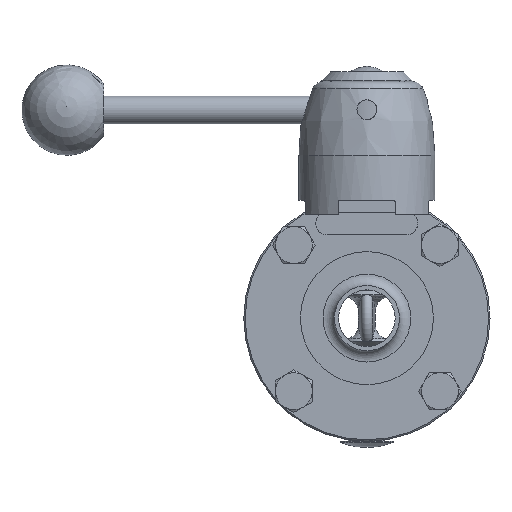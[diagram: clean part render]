
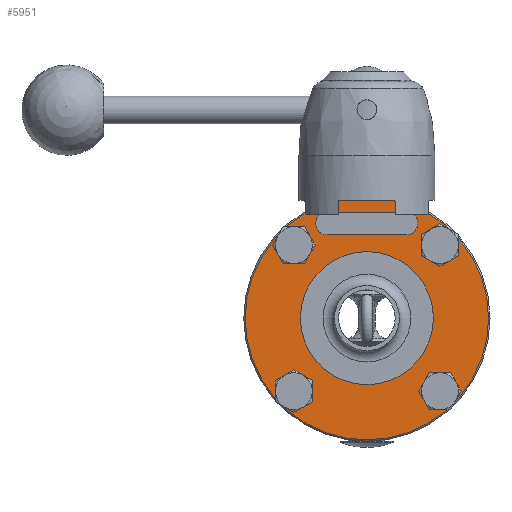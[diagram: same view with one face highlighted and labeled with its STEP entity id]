
A CAD part, left-side view. The second image highlights one B-rep face of the part: STEP entity #5951.
In plain terms, the highlighted planar face has unit normal (-1, 0, 0).
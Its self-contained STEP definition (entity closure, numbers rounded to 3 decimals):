
#460=PLANE('',#6470);
#569=LINE('',#8487,#799);
#571=LINE('',#8493,#801);
#799=VECTOR('',#6901,28.);
#801=VECTOR('',#6909,28.);
#1117=FACE_BOUND('',#1802,.T.);
#1118=FACE_BOUND('',#1803,.T.);
#1119=FACE_BOUND('',#1804,.T.);
#1120=FACE_BOUND('',#1805,.T.);
#1121=FACE_BOUND('',#1806,.T.);
#1122=FACE_BOUND('',#1807,.T.);
#1356=FACE_OUTER_BOUND('',#1801,.T.);
#1801=EDGE_LOOP('',(#4488));
#1802=EDGE_LOOP('',(#4489,#4490,#4491,#4492));
#1803=EDGE_LOOP('',(#4493));
#1804=EDGE_LOOP('',(#4494));
#1805=EDGE_LOOP('',(#4495));
#1806=EDGE_LOOP('',(#4496));
#1807=EDGE_LOOP('',(#4497));
#2094=CIRCLE('',#6182,4.);
#2097=CIRCLE('',#6187,4.);
#2189=CIRCLE('',#6395,5.7);
#2227=CIRCLE('',#6469,23.5);
#2228=CIRCLE('',#6471,43.);
#2229=CIRCLE('',#6472,5.7);
#2230=CIRCLE('',#6473,5.7);
#2231=CIRCLE('',#6474,5.7);
#2395=VERTEX_POINT('',#8453);
#2396=VERTEX_POINT('',#8455);
#2405=VERTEX_POINT('',#8477);
#2406=VERTEX_POINT('',#8479);
#2620=VERTEX_POINT('',#9947);
#2688=VERTEX_POINT('',#10399);
#2689=VERTEX_POINT('',#10402);
#2690=VERTEX_POINT('',#10404);
#2691=VERTEX_POINT('',#10406);
#2692=VERTEX_POINT('',#10408);
#2958=EDGE_CURVE('',#2396,#2395,#2094,.T.);
#2970=EDGE_CURVE('',#2406,#2405,#2097,.T.);
#2974=EDGE_CURVE('',#2395,#2406,#569,.T.);
#2978=EDGE_CURVE('',#2405,#2396,#571,.T.);
#3272=EDGE_CURVE('',#2620,#2620,#2189,.T.);
#3356=EDGE_CURVE('',#2688,#2688,#2227,.T.);
#3357=EDGE_CURVE('',#2689,#2689,#2228,.T.);
#3358=EDGE_CURVE('',#2690,#2690,#2229,.T.);
#3359=EDGE_CURVE('',#2691,#2691,#2230,.T.);
#3360=EDGE_CURVE('',#2692,#2692,#2231,.T.);
#4488=ORIENTED_EDGE('',*,*,#3357,.F.);
#4489=ORIENTED_EDGE('',*,*,#2970,.T.);
#4490=ORIENTED_EDGE('',*,*,#2978,.T.);
#4491=ORIENTED_EDGE('',*,*,#2958,.T.);
#4492=ORIENTED_EDGE('',*,*,#2974,.T.);
#4493=ORIENTED_EDGE('',*,*,#3358,.T.);
#4494=ORIENTED_EDGE('',*,*,#3272,.T.);
#4495=ORIENTED_EDGE('',*,*,#3359,.T.);
#4496=ORIENTED_EDGE('',*,*,#3360,.T.);
#4497=ORIENTED_EDGE('',*,*,#3356,.F.);
#5951=ADVANCED_FACE('',(#1356,#1117,#1118,#1119,#1120,#1121,#1122),#460,
 .T.);
#6182=AXIS2_PLACEMENT_3D('',#8456,#6874,#6875);
#6187=AXIS2_PLACEMENT_3D('',#8480,#6893,#6894);
#6395=AXIS2_PLACEMENT_3D('',#9948,#7436,#7437);
#6469=AXIS2_PLACEMENT_3D('',#10400,#7594,#7595);
#6470=AXIS2_PLACEMENT_3D('',#10401,#7596,#7597);
#6471=AXIS2_PLACEMENT_3D('',#10403,#7598,#7599);
#6472=AXIS2_PLACEMENT_3D('',#10405,#7600,#7601);
#6473=AXIS2_PLACEMENT_3D('',#10407,#7602,#7603);
#6474=AXIS2_PLACEMENT_3D('',#10409,#7604,#7605);
#6874=DIRECTION('center_axis',(1.,0.,0.));
#6875=DIRECTION('ref_axis',(0.,0.,
1.));
#6893=DIRECTION('center_axis',(1.,0.,0.));
#6894=DIRECTION('ref_axis',(0.,0.,
-1.));
#6901=DIRECTION('',(0.,-1.,0.));
#6909=DIRECTION('',(0.,1.,0.));
#7436=DIRECTION('center_axis',(1.,0.,0.));
#7437=DIRECTION('ref_axis',(0.,-1.,0.));
#7594=DIRECTION('center_axis',(-1.,0.,0.));
#7595=DIRECTION('ref_axis',(0.,-1.,0.));
#7596=DIRECTION('center_axis',(-1.,0.,0.));
#7597=DIRECTION('ref_axis',(0.,0.,-1.));
#7598=DIRECTION('center_axis',(1.,0.,0.));
#7599=DIRECTION('ref_axis',(0.,1.,0.));
#7600=DIRECTION('center_axis',(1.,0.,0.));
#7601=DIRECTION('ref_axis',(0.,0.,
-1.));
#7602=DIRECTION('center_axis',(1.,0.,0.));
#7603=DIRECTION('ref_axis',(0.,0.,
1.));
#7604=DIRECTION('center_axis',(1.,0.,0.));
#7605=DIRECTION('ref_axis',(0.,1.,0.));
#8453=CARTESIAN_POINT('',(-10.,14.,37.5));
#8455=CARTESIAN_POINT('',(-10.,14.,29.5));
#8456=CARTESIAN_POINT('Origin',(-10.,14.,33.5));
#8477=CARTESIAN_POINT('',(-10.,-14.,29.5));
#8479=CARTESIAN_POINT('',(-10.,-14.,37.5));
#8480=CARTESIAN_POINT('Origin',(-10.,-14.,33.5));
#8487=CARTESIAN_POINT('',(-10.,-23.75,37.5));
#8493=CARTESIAN_POINT('',(-10.,-9.75,29.5));
#9947=CARTESIAN_POINT('',(-10.,-31.509,-25.809));
#9948=CARTESIAN_POINT('Origin',(-10.,-25.809,-25.809));
#10399=CARTESIAN_POINT('',(-10.,-23.5,0.));
#10400=CARTESIAN_POINT('Origin',(-10.,0.,0.));
#10401=CARTESIAN_POINT('Origin',(-10.,-33.5,0.));
#10402=CARTESIAN_POINT('',(-10.,-43.,0.));
#10403=CARTESIAN_POINT('Origin',(-10.,0.,0.));
#10404=CARTESIAN_POINT('',(-10.,25.809,-31.509));
#10405=CARTESIAN_POINT('Origin',(-10.,25.809,-25.809));
#10406=CARTESIAN_POINT('',(-10.,-25.809,31.509));
#10407=CARTESIAN_POINT('Origin',(-10.,-25.809,25.809));
#10408=CARTESIAN_POINT('',(-10.,31.509,25.809));
#10409=CARTESIAN_POINT('Origin',(-10.,25.809,25.809));
